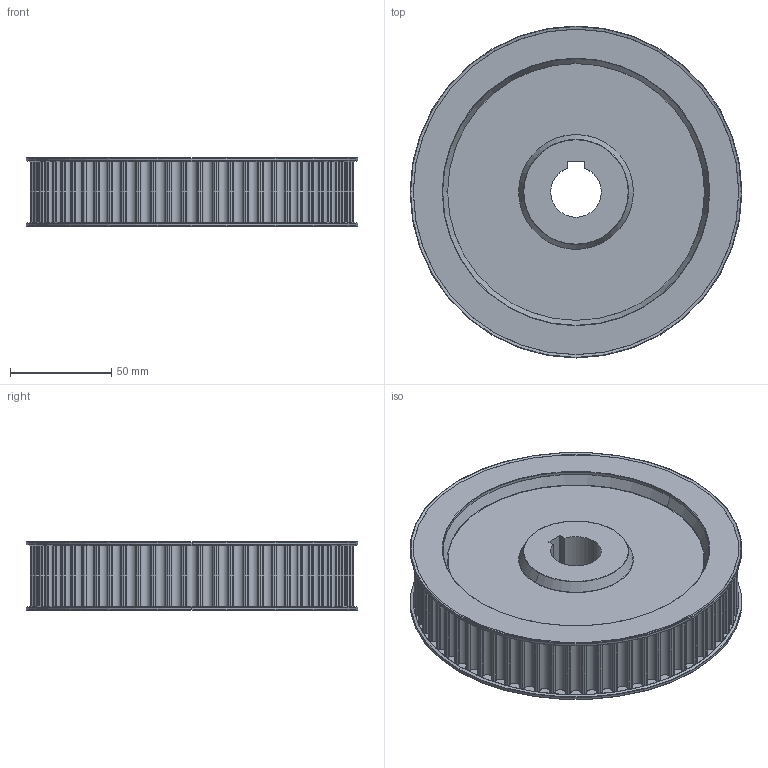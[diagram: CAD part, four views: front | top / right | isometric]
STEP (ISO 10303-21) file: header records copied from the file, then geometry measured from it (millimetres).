
FILE_DESCRIPTION (( 'STEP AP214' ), '1' );
FILE_NAME ('08M3064C.STEP', '2018-08-11T11:55:22', ( '' ), ( '' ), 'SwSTEP 2.0', 'SolidWorks 2017', '' );
FILE_SCHEMA (( 'AUTOMOTIVE_DESIGN' ));
Length unit declared in the file: millimetre
Products named in the file (1): 08M3064C
Bounding box: 164.11 x 164.11 x 33.93 mm (x, y, z)
Volume: 475346.5 mm3; surface area: 76929.5 mm2
Topology: 1 solids, 1 shells, 456 faces, 1300 edges, 852 vertices
Faces by surface type: cylinder 269, plane 139, torus 32, cone 16
Entity records: 15814 total; most frequent: DIRECTION 2836, CARTESIAN_POINT 2609, ORIENTED_EDGE 2600, EDGE_CURVE 1300, AXIS2_PLACEMENT_3D 1079, VERTEX_POINT 852, VECTOR 678, LINE 678
